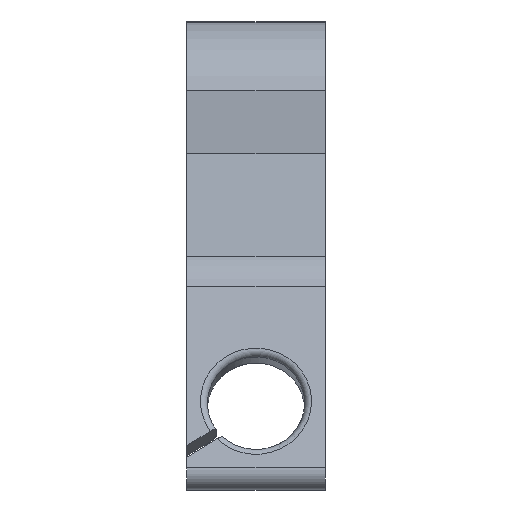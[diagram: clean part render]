
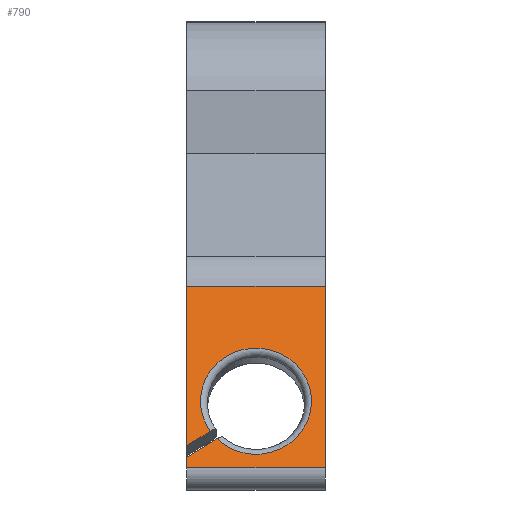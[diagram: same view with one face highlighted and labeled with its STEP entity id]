
A CAD part, top view. The second image highlights one B-rep face of the part: STEP entity #790.
In plain terms, the highlighted planar face has unit normal (0, 0.295, 0.956).
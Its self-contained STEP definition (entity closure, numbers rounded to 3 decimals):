
#31=PLANE('',#863);
#68=FACE_OUTER_BOUND('',#109,.T.);
#109=EDGE_LOOP('',(#656,#657,#658,#659,#660,#661,#662,#663));
#142=LINE('',#1139,#230);
#179=LINE('',#1236,#267);
#195=LINE('',#1270,#283);
#197=LINE('',#1276,#285);
#200=LINE('',#1282,#288);
#201=LINE('',#1286,#289);
#202=LINE('',#1287,#290);
#230=VECTOR('',#915,10.);
#267=VECTOR('',#980,10.);
#283=VECTOR('',#1022,10.);
#285=VECTOR('',#1028,10.);
#288=VECTOR('',#1035,10.);
#289=VECTOR('',#1038,10.);
#290=VECTOR('',#1039,10.);
#326=CIRCLE('',#864,8.);
#344=VERTEX_POINT('',#1136);
#345=VERTEX_POINT('',#1138);
#390=VERTEX_POINT('',#1233);
#391=VERTEX_POINT('',#1235);
#397=VERTEX_POINT('',#1272);
#399=VERTEX_POINT('',#1281);
#400=VERTEX_POINT('',#1283);
#401=VERTEX_POINT('',#1285);
#424=EDGE_CURVE('',#345,#344,#142,.T.);
#473=EDGE_CURVE('',#390,#391,#179,.T.);
#491=EDGE_CURVE('',#345,#390,#195,.T.);
#494=EDGE_CURVE('',#397,#391,#197,.T.);
#497=EDGE_CURVE('',#344,#399,#200,.T.);
#498=EDGE_CURVE('',#400,#399,#326,.T.);
#499=EDGE_CURVE('',#400,#401,#201,.T.);
#500=EDGE_CURVE('',#401,#397,#202,.T.);
#656=ORIENTED_EDGE('',*,*,#497,.T.);
#657=ORIENTED_EDGE('',*,*,#498,.F.);
#658=ORIENTED_EDGE('',*,*,#499,.T.);
#659=ORIENTED_EDGE('',*,*,#500,.T.);
#660=ORIENTED_EDGE('',*,*,#494,.T.);
#661=ORIENTED_EDGE('',*,*,#473,.F.);
#662=ORIENTED_EDGE('',*,*,#491,.F.);
#663=ORIENTED_EDGE('',*,*,#424,.T.);
#790=ADVANCED_FACE('',(#68),#31,.T.);
#863=AXIS2_PLACEMENT_3D('',#1280,#1033,#1034);
#864=AXIS2_PLACEMENT_3D('',#1284,#1036,#1037);
#915=DIRECTION('',(0.,-0.956,0.295));
#980=DIRECTION('',(0.,-0.956,0.295));
#1022=DIRECTION('',(1.,0.,0.));
#1028=DIRECTION('',(1.,0.,0.));
#1033=DIRECTION('center_axis',(0.,0.295,
0.956));
#1034=DIRECTION('ref_axis',(0.,-0.956,0.295));
#1035=DIRECTION('',(0.842,0.516,-0.159));
#1036=DIRECTION('center_axis',(0.,0.295,
0.956));
#1037=DIRECTION('ref_axis',(0.,0.956,-0.295));
#1038=DIRECTION('',(-0.842,-0.516,0.159));
#1039=DIRECTION('',(0.,-0.956,0.295));
#1136=CARTESIAN_POINT('',(170.,-32.247,66.747));
#1138=CARTESIAN_POINT('',(170.,-9.261,59.662));
#1139=CARTESIAN_POINT('',(170.,-9.261,59.662));
#1233=CARTESIAN_POINT('',(190.,-9.261,59.662));
#1235=CARTESIAN_POINT('',(190.,-35.383,67.714));
#1236=CARTESIAN_POINT('',(190.,-9.261,59.662));
#1270=CARTESIAN_POINT('',(170.,-9.261,59.662));
#1272=CARTESIAN_POINT('',(170.,-35.383,67.714));
#1276=CARTESIAN_POINT('',(170.,-35.383,67.714));
#1280=CARTESIAN_POINT('Origin',(170.,-9.261,59.662));
#1281=CARTESIAN_POINT('',(173.408,-30.158,66.103));
#1282=CARTESIAN_POINT('',(175.465,-28.897,65.715));
#1283=CARTESIAN_POINT('',(174.378,-31.266,66.445));
#1284=CARTESIAN_POINT('Origin',(180.,-25.827,64.768));
#1285=CARTESIAN_POINT('',(170.,-33.95,67.272));
#1286=CARTESIAN_POINT('',(179.37,-28.207,65.502));
#1287=CARTESIAN_POINT('',(170.,-9.261,59.662));
